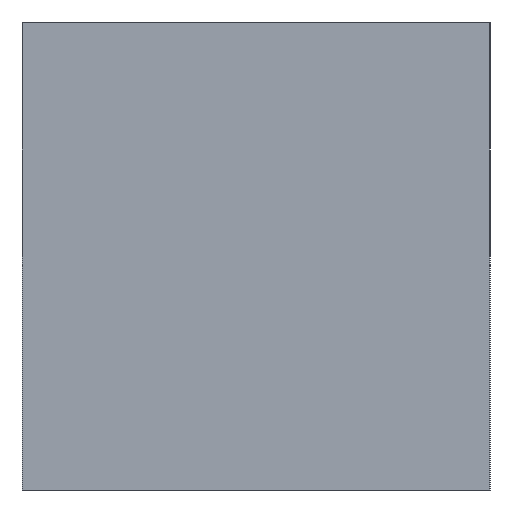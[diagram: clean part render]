
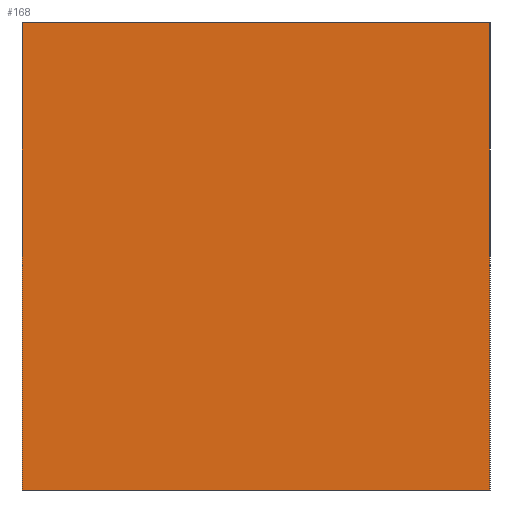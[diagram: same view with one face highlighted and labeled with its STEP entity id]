
A CAD part, left-side view. The second image highlights one B-rep face of the part: STEP entity #168.
In plain terms, the highlighted planar face has unit normal (-1, 0, 0).
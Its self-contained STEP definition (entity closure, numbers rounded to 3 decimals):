
#23=LINE('',#252,#35);
#27=LINE('',#261,#39);
#30=LINE('',#273,#42);
#33=LINE('',#279,#45);
#35=VECTOR('',#210,1000.);
#39=VECTOR('',#216,1000.);
#42=VECTOR('',#227,1000.);
#45=VECTOR('',#232,1000.);
#73=ORIENTED_EDGE('',*,*,#86,.F.);
#74=ORIENTED_EDGE('',*,*,#99,.F.);
#75=ORIENTED_EDGE('',*,*,#96,.F.);
#76=ORIENTED_EDGE('',*,*,#90,.F.);
#86=EDGE_CURVE('',#104,#105,#23,.T.);
#90=EDGE_CURVE('',#105,#108,#27,.T.);
#96=EDGE_CURVE('',#108,#113,#30,.T.);
#99=EDGE_CURVE('',#113,#104,#33,.T.);
#104=VERTEX_POINT('',#253);
#105=VERTEX_POINT('',#254);
#108=VERTEX_POINT('',#262);
#113=VERTEX_POINT('',#274);
#132=EDGE_LOOP('',(#73,#74,#75,#76));
#150=FACE_BOUND('',#132,.T.);
#162=PLANE('',#196);
#168=ADVANCED_FACE('',(#150),#162,.F.);
#196=AXIS2_PLACEMENT_3D('',#282,#236,#237);
#210=DIRECTION('',(0.,-1.,0.));
#216=DIRECTION('',(0.,0.,-1.));
#227=DIRECTION('',(0.,1.,0.));
#232=DIRECTION('',(0.,0.,1.));
#236=DIRECTION('',(1.,0.,0.));
#237=DIRECTION('',(0.,1.,0.));
#252=CARTESIAN_POINT('',(0.,6.35,6.35));
#253=CARTESIAN_POINT('',(0.,6.35,6.35));
#254=CARTESIAN_POINT('',(0.,-6.35,6.35));
#261=CARTESIAN_POINT('',(0.,-6.35,6.35));
#262=CARTESIAN_POINT('',(0.,-6.35,-6.35));
#273=CARTESIAN_POINT('',(0.,-6.35,-6.35));
#274=CARTESIAN_POINT('',(0.,6.35,-6.35));
#279=CARTESIAN_POINT('',(0.,6.35,-6.35));
#282=CARTESIAN_POINT('',(0.,0.,0.));
